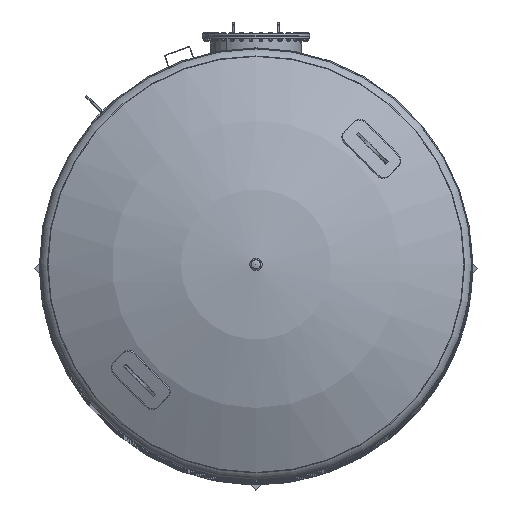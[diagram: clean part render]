
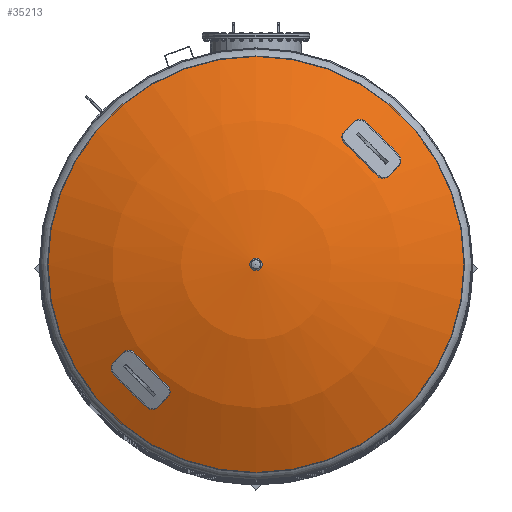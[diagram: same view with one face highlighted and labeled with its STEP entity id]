
A CAD part, top view. The second image highlights one B-rep face of the part: STEP entity #35213.
In plain terms, the highlighted spherical face has radius 2907 mm.
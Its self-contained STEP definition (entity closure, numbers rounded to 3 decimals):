
#1436=CARTESIAN_POINT('',(-30.15,0.,14772.469));
#1437=VERTEX_POINT('',#1436);
#1438=CARTESIAN_POINT('',(0.0,0.0,14772.469));
#1439=DIRECTION('',(0.0,0.0,-1.0));
#1440=DIRECTION('',(1.0,0.0,0.0));
#1441=AXIS2_PLACEMENT_3D('',#1438,#1439,#1440);
#1442=CIRCLE('',#1441,30.15);
#1443=EDGE_CURVE('',#1437,#1437,#1442,.T.);
#35194=CARTESIAN_POINT('',(0.0,0.0,11865.625));
#35195=DIRECTION('',(0.0,0.0,1.0));
#35196=DIRECTION('',(1.0,0.0,0.0));
#35197=AXIS2_PLACEMENT_3D('',#35194,#35195,#35196);
#35198=SPHERICAL_SURFACE('',#35197,2907.);
#35199=ORIENTED_EDGE('',*,*,#1443,.T.);
#35200=EDGE_LOOP('',(#35199));
#35201=FACE_OUTER_BOUND('',#35200,.T.);
#35202=CARTESIAN_POINT('',(1396.12,0.0,14415.429));
#35203=VERTEX_POINT('',#35202);
#35204=CARTESIAN_POINT('',(0.,0.0,14415.429));
#35205=DIRECTION('',(0.0,0.0,-1.0));
#35206=DIRECTION('',(1.0,0.0,0.0));
#35207=AXIS2_PLACEMENT_3D('',#35204,#35205,#35206);
#35208=CIRCLE('',#35207,1396.12);
#35209=EDGE_CURVE('',#35203,#35203,#35208,.T.);
#35210=ORIENTED_EDGE('',*,*,#35209,.F.);
#35211=EDGE_LOOP('',(#35210));
#35212=FACE_BOUND('',#35211,.T.);
#35213=ADVANCED_FACE('',(#35201,#35212),#35198,.T.);
